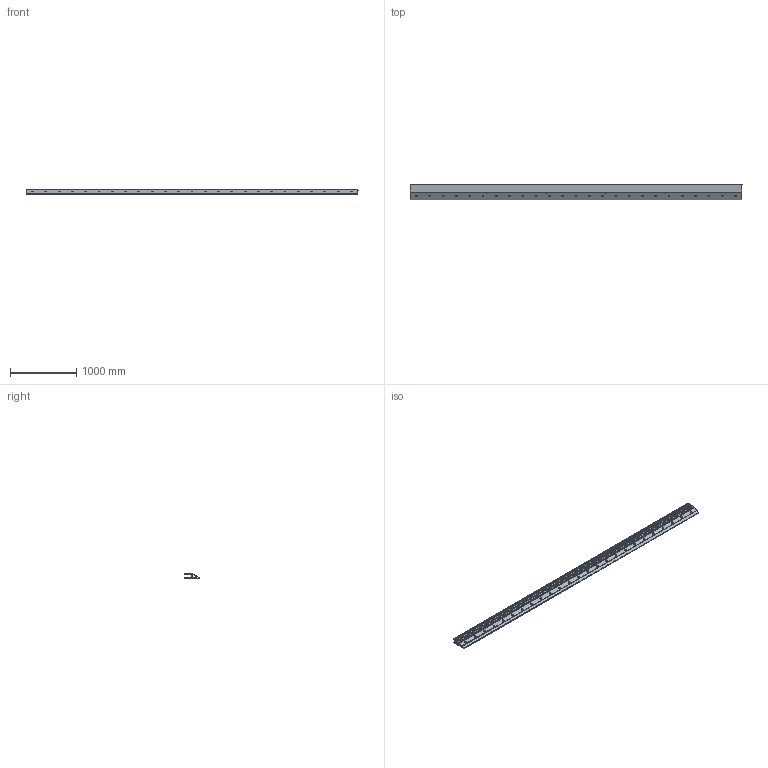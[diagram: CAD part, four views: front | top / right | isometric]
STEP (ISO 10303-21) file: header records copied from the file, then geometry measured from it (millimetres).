
FILE_DESCRIPTION (( 'STEP AP214' ), '1' );
FILE_NAME ('AL_0011-ProXL-5000-N-E.STEP', '2023-12-08T13:54:33', ( '' ), ( '' ), 'SwSTEP 2.0', 'SolidWorks 2019', '' );
FILE_SCHEMA (( 'AUTOMOTIVE_DESIGN' ));
Length unit declared in the file: millimetre
Products named in the file (1): AL_0011-ProXL-5000-N-E
Bounding box: 5000 x 230 x 68 mm (x, y, z)
Volume: 16004025.9 mm3; surface area: 8607208.5 mm2
Topology: 1 solids, 1 shells, 463 faces, 1437 edges, 958 vertices
Faces by surface type: cylinder 308, plane 155
Entity records: 16965 total; most frequent: CARTESIAN_POINT 4131, ORIENTED_EDGE 2874, DIRECTION 2529, EDGE_CURVE 1437, VERTEX_POINT 958, AXIS2_PLACEMENT_3D 896, VECTOR 737, LINE 737
